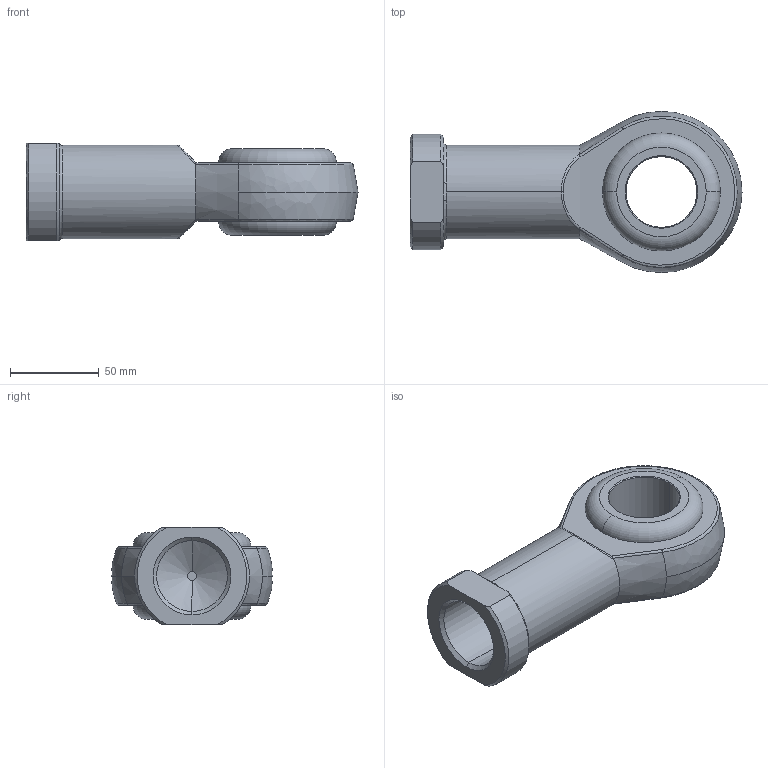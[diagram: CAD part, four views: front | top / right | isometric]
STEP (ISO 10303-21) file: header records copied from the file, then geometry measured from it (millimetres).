
FILE_DESCRIPTION (( 'STEP AP214' ), '1' );
FILE_NAME ('RD000011.STEP', '2016-09-12T08:28:54', ( '' ), ( '' ), 'SwSTEP 2.0', 'SolidWorks 2016', '' );
FILE_SCHEMA (( 'AUTOMOTIVE_DESIGN' ));
Length unit declared in the file: millimetre
Products named in the file (1): RD000011
Bounding box: 187.5 x 91 x 55 mm (x, y, z)
Volume: 326730.7 mm3; surface area: 55932.4 mm2
Topology: 1 solids, 1 shells, 57 faces, 141 edges, 85 vertices
Faces by surface type: cone 15, bspline 14, plane 12, cylinder 10, torus 6
Entity records: 2965 total; most frequent: CARTESIAN_POINT 1698, ORIENTED_EDGE 274, DIRECTION 243, EDGE_CURVE 137, AXIS2_PLACEMENT_3D 106, VERTEX_POINT 85, EDGE_LOOP 62, CIRCLE 62
